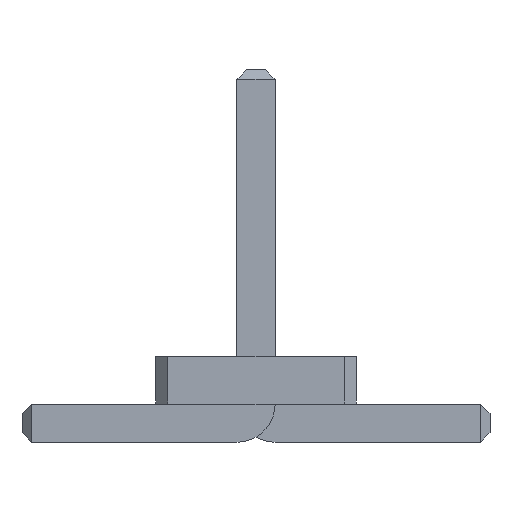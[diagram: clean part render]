
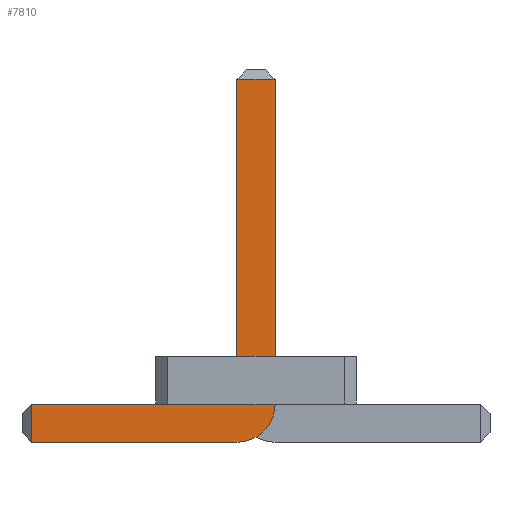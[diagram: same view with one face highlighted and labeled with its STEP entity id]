
A CAD part, front view. The second image highlights one B-rep face of the part: STEP entity #7810.
In plain terms, the highlighted planar face has unit normal (0, -1, 0).
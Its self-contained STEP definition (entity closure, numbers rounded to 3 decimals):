
#56=DIRECTION('',(0.,-1.,0.));
#67=DIRECTION('',(1.,0.,0.));
#1637=VECTOR('',#67,1.);
#1690=DIRECTION('',(-1.,0.,0.));
#3475=VECTOR('',#1690,1.);
#3484=DIRECTION('',(0.,0.,-1.));
#3503=VECTOR('',#3484,1.);
#7641=VECTOR('',#7642,1.);
#7642=DIRECTION('',(0.,0.,1.));
#7664=DIRECTION('',(-0.,-1.,-0.));
#7671=VERTEX_POINT('',#7672);
#7672=CARTESIAN_POINT('',(-2.35,-17.345,0.));
#7675=ORIENTED_EDGE('',*,*,#7676,.T.);
#7676=EDGE_CURVE('',#7671,#7677,#7679,.T.);
#7677=VERTEX_POINT('',#7678);
#7678=CARTESIAN_POINT('',(-0.2,-17.345,0.));
#7679=LINE('',#7680,#1637);
#7680=CARTESIAN_POINT('',(-2.45,-17.345,0.));
#7712=VERTEX_POINT('',#7713);
#7713=CARTESIAN_POINT('',(0.2,-17.345,0.4));
#7716=EDGE_CURVE('',#7677,#7712,#7717,.T.);
#7717=CIRCLE('',#7718,0.4);
#7718=AXIS2_PLACEMENT_3D('',#7719,#56,#3484);
#7719=CARTESIAN_POINT('',(-0.2,-17.345,0.4));
#7727=VERTEX_POINT('',#7719);
#7729=ORIENTED_EDGE('',*,*,#7730,.T.);
#7730=EDGE_CURVE('',#7727,#7731,#7733,.T.);
#7731=VERTEX_POINT('',#7732);
#7732=CARTESIAN_POINT('',(-2.35,-17.345,0.4));
#7733=LINE('',#7719,#3475);
#7743=ORIENTED_EDGE('',*,*,#7744,.T.);
#7744=EDGE_CURVE('',#7712,#7745,#7747,.T.);
#7745=VERTEX_POINT('',#7746);
#7746=CARTESIAN_POINT('',(0.2,-17.345,3.8));
#7747=LINE('',#7748,#7641);
#7748=CARTESIAN_POINT('',(0.2,-17.345,0.));
#7761=VERTEX_POINT('',#7762);
#7762=CARTESIAN_POINT('',(-0.2,-17.345,3.8));
#7764=ORIENTED_EDGE('',*,*,#7765,.T.);
#7765=EDGE_CURVE('',#7761,#7727,#7766,.T.);
#7766=LINE('',#7767,#3503);
#7767=CARTESIAN_POINT('',(-0.2,-17.345,3.9));
#7810=ADVANCED_FACE('',(#7811),#7820,.T.);
#7811=FACE_BOUND('',#7812,.T.);
#7812=EDGE_LOOP('',(#7675,#7813,#7743,#7814,#7764,#7729,#7817));
#7813=ORIENTED_EDGE('',*,*,#7716,.T.);
#7814=ORIENTED_EDGE('',*,*,#7815,.T.);
#7815=EDGE_CURVE('',#7745,#7761,#7816,.T.);
#7816=LINE('',#7746,#3475);
#7817=ORIENTED_EDGE('',*,*,#7818,.T.);
#7818=EDGE_CURVE('',#7731,#7671,#7819,.T.);
#7819=LINE('',#7732,#3503);
#7820=PLANE('',#7821);
#7821=AXIS2_PLACEMENT_3D('',#7822,#7664,#3484);
#7822=CARTESIAN_POINT('',(-0.524,-17.345,1.349));
